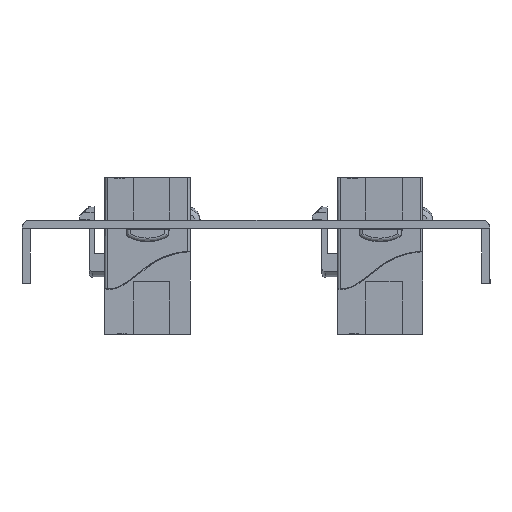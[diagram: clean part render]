
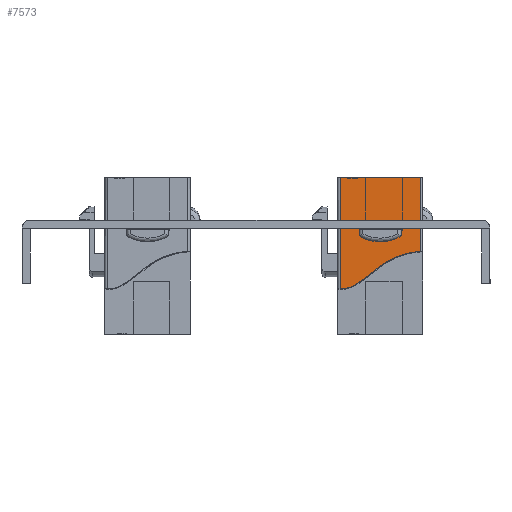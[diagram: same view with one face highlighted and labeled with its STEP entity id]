
A CAD part, left-side view. The second image highlights one B-rep face of the part: STEP entity #7573.
In plain terms, the highlighted face is planar.
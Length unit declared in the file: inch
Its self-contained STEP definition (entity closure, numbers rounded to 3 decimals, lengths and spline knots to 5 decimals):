
#103 = CARTESIAN_POINT ( 'NONE',  ( 0.2874, 0.20079, 0.15748 ) ) ;
#212 = CARTESIAN_POINT ( 'NONE',  ( 0.2874, 0.58661, -0.29921 ) ) ;
#233 = EDGE_CURVE ( 'NONE', #15399, #12681, #6619, .T. ) ;
#265 = ORIENTED_EDGE ( 'NONE', *, *, #14026, .F. ) ;
#362 = CARTESIAN_POINT ( 'NONE',  ( 0.2874, 0.0358, -0.29921 ) ) ;
#408 = AXIS2_PLACEMENT_3D ( 'NONE', #9476, #4643, #3170 ) ;
#553 = DIRECTION ( 'NONE',  ( -1., 0., 0. ) ) ;
#722 = VECTOR ( 'NONE', #13398, 39.37008 ) ;
#865 = DIRECTION ( 'NONE',  ( 0., 0., 1. ) ) ;
#1354 = ORIENTED_EDGE ( 'NONE', *, *, #4982, .F. ) ;
#1371 = LINE ( 'NONE', #7385, #722 ) ;
#1372 = CARTESIAN_POINT ( 'NONE',  ( 0.2874, 0.20079, -0.15748 ) ) ;
#1656 = CARTESIAN_POINT ( 'NONE',  ( 0.2874, -0.14423, 0.09112 ) ) ;
#2037 = FACE_BOUND ( 'NONE', #11002, .T. ) ;
#2264 = EDGE_CURVE ( 'NONE', #11284, #12681, #1371, .T. ) ;
#2674 = ORIENTED_EDGE ( 'NONE', *, *, #10563, .F. ) ;
#2972 = CARTESIAN_POINT ( 'NONE',  ( 0.2874, 0.20079, -0.15748 ) ) ;
#3128 = CARTESIAN_POINT ( 'NONE',  ( 0.2874, -0.00852, -0.08405 ) ) ;
#3170 = DIRECTION ( 'NONE',  ( 0., 0., -1. ) ) ;
#3260 = LINE ( 'NONE', #103, #18577 ) ;
#3275 = CARTESIAN_POINT ( 'NONE',  ( 0.2874, -0.24629, 0.29921 ) ) ;
#3289 = VECTOR ( 'NONE', #18624, 39.37008 ) ;
#3313 = EDGE_CURVE ( 'NONE', #11284, #15009, #15760, .T. ) ;
#3540 = CARTESIAN_POINT ( 'NONE',  ( 0.2874, 0.0358, -0.29921 ) ) ;
#4231 = CARTESIAN_POINT ( 'NONE',  ( 0.2874, 0.14961, 0.15748 ) ) ;
#4643 = DIRECTION ( 'NONE',  ( 1., 0., 0. ) ) ;
#4798 = ORIENTED_EDGE ( 'NONE', *, *, #233, .T. ) ;
#4982 = EDGE_CURVE ( 'NONE', #5230, #17733, #5292, .T. ) ;
#5230 = VERTEX_POINT ( 'NONE', #1372 ) ;
#5292 = LINE ( 'NONE', #10025, #7740 ) ;
#6281 = CARTESIAN_POINT ( 'NONE',  ( 0.2874, 0.03102, -0.22352 ) ) ;
#6479 = DIRECTION ( 'NONE',  ( 0., 0., 1. ) ) ;
#6619 = LINE ( 'NONE', #18472, #10765 ) ;
#6821 = B_SPLINE_CURVE_WITH_KNOTS ( 'NONE', 3,
 ( #362, #6281, #3128, #1656, #18317, #13683 ),
 .UNSPECIFIED., .F., .F.,
 ( 4, 1, 1, 4 ),
 ( 0.0286, 0.34844, 0.61542, 0.97238 ),
 .UNSPECIFIED. ) ;
#7082 = VERTEX_POINT ( 'NONE', #4231 ) ;
#7117 = AXIS2_PLACEMENT_3D ( 'NONE', #16932, #553, #6479 ) ;
#7385 = CARTESIAN_POINT ( 'NONE',  ( 0.2874, 0.58661, -0.3189 ) ) ;
#7573 = ADVANCED_FACE ( 'NONE', ( #2037, #15172 ), #16635, .F. ) ;
#7605 = EDGE_CURVE ( 'NONE', #15399, #15009, #6821, .T. ) ;
#7740 = VECTOR ( 'NONE', #865, 39.37008 ) ;
#8565 = ORIENTED_EDGE ( 'NONE', *, *, #7605, .F. ) ;
#9476 = CARTESIAN_POINT ( 'NONE',  ( 0.2874, 0.41428, 0. ) ) ;
#10025 = CARTESIAN_POINT ( 'NONE',  ( 0.2874, 0.20079, 0.15748 ) ) ;
#10563 = EDGE_CURVE ( 'NONE', #17733, #7082, #3260, .T. ) ;
#10765 = VECTOR ( 'NONE', #18659, 39.37008 ) ;
#11002 = EDGE_LOOP ( 'NONE', ( #2674, #1354, #265, #16251 ) ) ;
#11284 = VERTEX_POINT ( 'NONE', #17369 ) ;
#11607 = CARTESIAN_POINT ( 'NONE',  ( 0.2874, 0.14961, -0.15748 ) ) ;
#12681 = VERTEX_POINT ( 'NONE', #212 ) ;
#12704 = CARTESIAN_POINT ( 'NONE',  ( 0.2874, 0.58661, 0.29921 ) ) ;
#13193 = ORIENTED_EDGE ( 'NONE', *, *, #2264, .F. ) ;
#13398 = DIRECTION ( 'NONE',  ( 0., 0., -1. ) ) ;
#13683 = CARTESIAN_POINT ( 'NONE',  ( 0.2874, -0.24629, 0.29921 ) ) ;
#13807 = DIRECTION ( 'NONE',  ( 0., -1., 0. ) ) ;
#13842 = ORIENTED_EDGE ( 'NONE', *, *, #3313, .T. ) ;
#14026 = EDGE_CURVE ( 'NONE', #14260, #5230, #17763, .T. ) ;
#14225 = VECTOR ( 'NONE', #14915, 39.37008 ) ;
#14260 = VERTEX_POINT ( 'NONE', #11607 ) ;
#14915 = DIRECTION ( 'NONE',  ( 0., 1., 0. ) ) ;
#14954 = EDGE_CURVE ( 'NONE', #7082, #14260, #18040, .T. ) ;
#15009 = VERTEX_POINT ( 'NONE', #3275 ) ;
#15172 = FACE_OUTER_BOUND ( 'NONE', #18918, .T. ) ;
#15399 = VERTEX_POINT ( 'NONE', #3540 ) ;
#15760 = LINE ( 'NONE', #12704, #3289 ) ;
#16251 = ORIENTED_EDGE ( 'NONE', *, *, #14954, .F. ) ;
#16635 = PLANE ( 'NONE',  #7117 ) ;
#16932 = CARTESIAN_POINT ( 'NONE',  ( 0.2874, 0.58661, -0.3189 ) ) ;
#17369 = CARTESIAN_POINT ( 'NONE',  ( 0.2874, 0.58661, 0.29921 ) ) ;
#17733 = VERTEX_POINT ( 'NONE', #18120 ) ;
#17763 = LINE ( 'NONE', #2972, #14225 ) ;
#18040 = CIRCLE ( 'NONE', #408, 0.30798 ) ;
#18120 = CARTESIAN_POINT ( 'NONE',  ( 0.2874, 0.20079, 0.15748 ) ) ;
#18317 = CARTESIAN_POINT ( 'NONE',  ( 0.2874, -0.24898, 0.21311 ) ) ;
#18472 = CARTESIAN_POINT ( 'NONE',  ( 0.2874, 0.58661, -0.29921 ) ) ;
#18577 = VECTOR ( 'NONE', #13807, 39.37008 ) ;
#18624 = DIRECTION ( 'NONE',  ( 0., -1., 0. ) ) ;
#18659 = DIRECTION ( 'NONE',  ( 0., 1., 0. ) ) ;
#18918 = EDGE_LOOP ( 'NONE', ( #8565, #4798, #13193, #13842 ) ) ;
